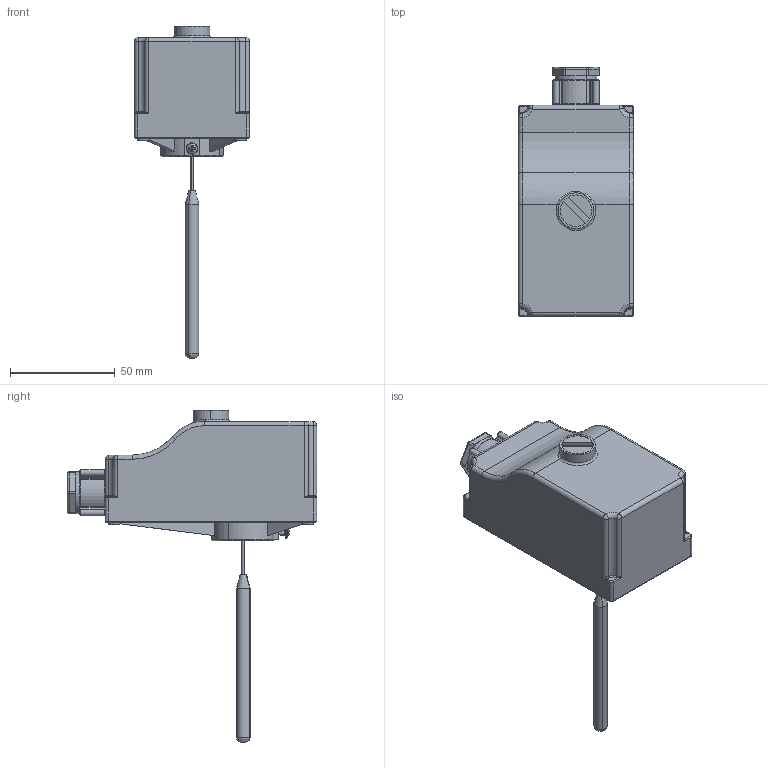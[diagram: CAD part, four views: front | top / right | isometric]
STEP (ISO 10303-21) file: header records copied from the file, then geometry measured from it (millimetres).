
FILE_DESCRIPTION(('CATIA V5 STEP Exchange'),'2;1');
FILE_NAME('STEP_624000_-_TST.stp','2017-11-28T13:08:40+00:00',('none'),('none'),'CATIA Version 5-6 Release 2016 SP4','CATIA V5 STEP AP203','none');
FILE_SCHEMA(('CONFIG_CONTROL_DESIGN'));
Length unit declared in the file: millimetre
Products named in the file (1): 624000 - TST
Bounding box: 55 x 119 x 158.5 mm (x, y, z)
Volume: 247690.6 mm3; surface area: 31540.5 mm2
Topology: 1 solids, 1 shells, 424 faces, 1009 edges, 554 vertices
Faces by surface type: cylinder 155, plane 94, torus 70, bspline 67, sphere 24, cone 8, revolution 6
Entity records: 23124 total; most frequent: CARTESIAN_POINT 14571, ORIENTED_EDGE 1926, DIRECTION 1363, EDGE_CURVE 963, AXIS2_PLACEMENT_3D 729, VERTEX_POINT 554, EDGE_LOOP 437, CIRCLE 432
